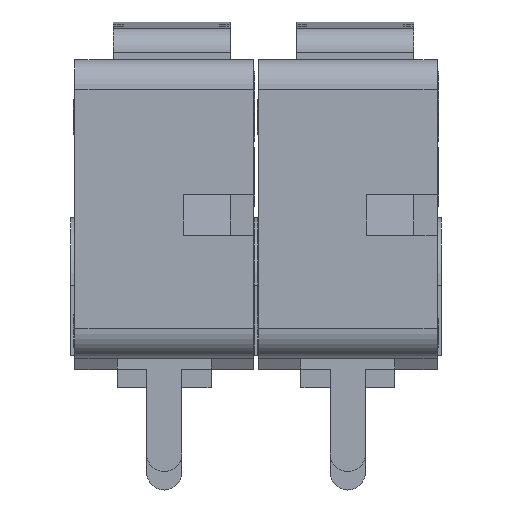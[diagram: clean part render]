
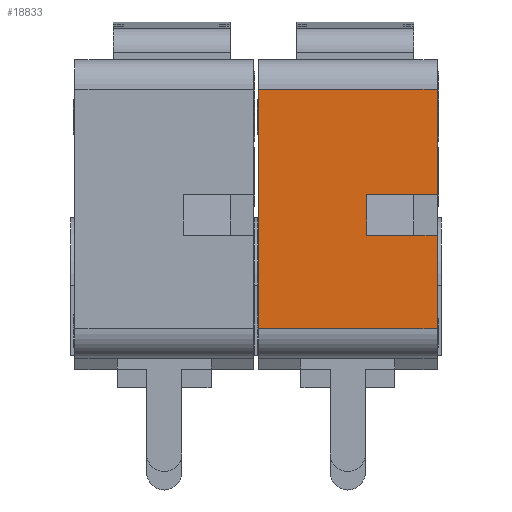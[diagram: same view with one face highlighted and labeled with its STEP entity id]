
A CAD part, left-side view. The second image highlights one B-rep face of the part: STEP entity #18833.
In plain terms, the highlighted planar face has unit normal (-1, 0, 0).
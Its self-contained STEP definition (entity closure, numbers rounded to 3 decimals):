
#1673 = VERTEX_POINT('',#1674);
#1674 = CARTESIAN_POINT('',(-5.1,-6.1,3.1));
#1680 = EDGE_CURVE('',#1681,#1673,#1683,.T.);
#1681 = VERTEX_POINT('',#1682);
#1682 = CARTESIAN_POINT('',(-5.1,-3.7,3.1));
#1683 = LINE('',#1684,#1685);
#1684 = CARTESIAN_POINT('',(-5.1,-3.7,3.1));
#1685 = VECTOR('',#1686,1.);
#1686 = DIRECTION('',(0.,-1.,0.));
#15238 = VERTEX_POINT('',#15239);
#15239 = CARTESIAN_POINT('',(-5.1,-6.1,1.7));
#15245 = EDGE_CURVE('',#15246,#15238,#15248,.T.);
#15246 = VERTEX_POINT('',#15247);
#15247 = CARTESIAN_POINT('',(-5.1,-6.1,-1.5));
#15248 = LINE('',#15249,#15250);
#15249 = CARTESIAN_POINT('',(-5.1,-6.1,-1.5));
#15250 = VECTOR('',#15251,1.);
#15251 = DIRECTION('',(0.,0.,1.));
#15408 = VERTEX_POINT('',#15409);
#15409 = CARTESIAN_POINT('',(-5.1,-6.1,6.7));
#15416 = EDGE_CURVE('',#1673,#15408,#15417,.T.);
#15417 = LINE('',#15418,#15419);
#15418 = CARTESIAN_POINT('',(-5.1,-6.1,3.1));
#15419 = VECTOR('',#15420,1.);
#15420 = DIRECTION('',(0.,0.,1.));
#16171 = VERTEX_POINT('',#16172);
#16172 = CARTESIAN_POINT('',(-5.1,-3.7,1.7));
#16180 = EDGE_CURVE('',#15238,#16171,#16181,.T.);
#16181 = LINE('',#16182,#16183);
#16182 = CARTESIAN_POINT('',(-5.1,-6.1,1.7));
#16183 = VECTOR('',#16184,1.);
#16184 = DIRECTION('',(0.,1.,0.));
#17124 = VERTEX_POINT('',#17125);
#17125 = CARTESIAN_POINT('',(-5.1,0.,-1.5));
#17132 = EDGE_CURVE('',#17133,#17124,#17135,.T.);
#17133 = VERTEX_POINT('',#17134);
#17134 = CARTESIAN_POINT('',(-5.1,0.,6.7));
#17135 = LINE('',#17136,#17137);
#17136 = CARTESIAN_POINT('',(-5.1,0.,6.7));
#17137 = VECTOR('',#17138,1.);
#17138 = DIRECTION('',(0.,0.,-1.));
#18821 = EDGE_CURVE('',#16171,#1681,#18822,.T.);
#18822 = LINE('',#18823,#18824);
#18823 = CARTESIAN_POINT('',(-5.1,-3.7,1.7));
#18824 = VECTOR('',#18825,1.);
#18825 = DIRECTION('',(0.,0.,1.));
#18833 = ADVANCED_FACE('',(#18834),#18854,.T.);
#18834 = FACE_BOUND('',#18835,.T.);
#18835 = EDGE_LOOP('',(#18836,#18837,#18843,#18844,#18845,#18846,#18847,
    #18848));
#18836 = ORIENTED_EDGE('',*,*,#17132,.T.);
#18837 = ORIENTED_EDGE('',*,*,#18838,.F.);
#18838 = EDGE_CURVE('',#15246,#17124,#18839,.T.);
#18839 = LINE('',#18840,#18841);
#18840 = CARTESIAN_POINT('',(-5.1,-6.1,-1.5));
#18841 = VECTOR('',#18842,1.);
#18842 = DIRECTION('',(0.,1.,0.));
#18843 = ORIENTED_EDGE('',*,*,#15245,.T.);
#18844 = ORIENTED_EDGE('',*,*,#16180,.T.);
#18845 = ORIENTED_EDGE('',*,*,#18821,.T.);
#18846 = ORIENTED_EDGE('',*,*,#1680,.T.);
#18847 = ORIENTED_EDGE('',*,*,#15416,.T.);
#18848 = ORIENTED_EDGE('',*,*,#18849,.T.);
#18849 = EDGE_CURVE('',#15408,#17133,#18850,.T.);
#18850 = LINE('',#18851,#18852);
#18851 = CARTESIAN_POINT('',(-5.1,-6.1,6.7));
#18852 = VECTOR('',#18853,1.);
#18853 = DIRECTION('',(0.,1.,0.));
#18854 = PLANE('',#18855);
#18855 = AXIS2_PLACEMENT_3D('',#18856,#18857,#18858);
#18856 = CARTESIAN_POINT('',(-5.1,-6.405,-1.91));
#18857 = DIRECTION('',(-1.,0.,0.));
#18858 = DIRECTION('',(0.,0.,1.));
